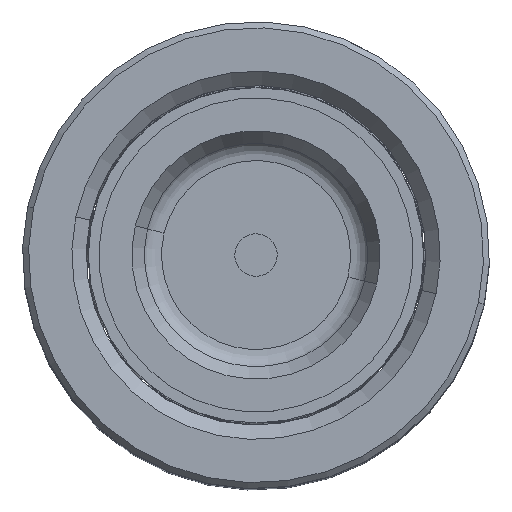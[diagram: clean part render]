
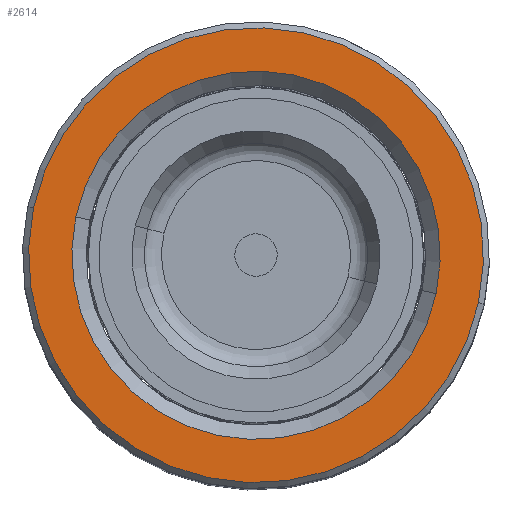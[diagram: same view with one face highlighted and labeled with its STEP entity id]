
A CAD part, top view. The second image highlights one B-rep face of the part: STEP entity #2614.
In plain terms, the highlighted planar face has unit normal (0, 0, 1).
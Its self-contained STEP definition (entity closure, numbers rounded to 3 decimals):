
#1686 = EDGE_LOOP ( 'NONE', ( #48923, #37542 ) ) ;
#1838 = EDGE_CURVE ( 'NONE', #14993, #40828, #12905, .T. ) ;
#2614 = ADVANCED_FACE ( 'NONE', ( #37202, #12256 ), #38064, .T. ) ;
#7477 = DIRECTION ( 'NONE',  ( 0., 0., -1. ) ) ;
#10902 = DIRECTION ( 'NONE',  ( 1., 0., 0. ) ) ;
#12256 = FACE_BOUND ( 'NONE', #27301, .T. ) ;
#12529 = CIRCLE ( 'NONE', #41235, 26.8 ) ;
#12905 = CIRCLE ( 'NONE', #15770, 21.7 ) ;
#14993 = VERTEX_POINT ( 'NONE', #16735 ) ;
#15770 = AXIS2_PLACEMENT_3D ( 'NONE', #45396, #7477, #10902 ) ;
#16735 = CARTESIAN_POINT ( 'NONE',  ( -21.7, 0., 100. ) ) ;
#17476 = DIRECTION ( 'NONE',  ( 1., 0., 0. ) ) ;
#17625 = CARTESIAN_POINT ( 'NONE',  ( 0., 0., 100. ) ) ;
#18281 = CARTESIAN_POINT ( 'NONE',  ( -26.8, 0., 100. ) ) ;
#19137 = DIRECTION ( 'NONE',  ( 1., 0., 0. ) ) ;
#22720 = EDGE_CURVE ( 'NONE', #23834, #40939, #12529, .T. ) ;
#23834 = VERTEX_POINT ( 'NONE', #41687 ) ;
#24760 = DIRECTION ( 'NONE',  ( 0., 0., -1. ) ) ;
#25198 = CIRCLE ( 'NONE', #47110, 21.7 ) ;
#26198 = AXIS2_PLACEMENT_3D ( 'NONE', #48961, #42028, #26244 ) ;
#26244 = DIRECTION ( 'NONE',  ( 1., 0., 0. ) ) ;
#27301 = EDGE_LOOP ( 'NONE', ( #30405, #41661 ) ) ;
#30405 = ORIENTED_EDGE ( 'NONE', *, *, #35557, .T. ) ;
#30752 = CARTESIAN_POINT ( 'NONE',  ( 0., 0., 100. ) ) ;
#31528 = CIRCLE ( 'NONE', #35988, 26.8 ) ;
#34666 = DIRECTION ( 'NONE',  ( 1., 0., 0. ) ) ;
#34707 = DIRECTION ( 'NONE',  ( 0., 0., 1. ) ) ;
#35557 = EDGE_CURVE ( 'NONE', #40828, #14993, #25198, .T. ) ;
#35988 = AXIS2_PLACEMENT_3D ( 'NONE', #30752, #34707, #19137 ) ;
#37202 = FACE_OUTER_BOUND ( 'NONE', #1686, .T. ) ;
#37542 = ORIENTED_EDGE ( 'NONE', *, *, #22720, .T. ) ;
#38064 = PLANE ( 'NONE',  #26198 ) ;
#40828 = VERTEX_POINT ( 'NONE', #48109 ) ;
#40939 = VERTEX_POINT ( 'NONE', #18281 ) ;
#41235 = AXIS2_PLACEMENT_3D ( 'NONE', #42139, #42465, #34666 ) ;
#41661 = ORIENTED_EDGE ( 'NONE', *, *, #1838, .T. ) ;
#41687 = CARTESIAN_POINT ( 'NONE',  ( 26.8, 0., 100. ) ) ;
#42028 = DIRECTION ( 'NONE',  ( 0., 0., 1. ) ) ;
#42139 = CARTESIAN_POINT ( 'NONE',  ( 0., 0., 100. ) ) ;
#42465 = DIRECTION ( 'NONE',  ( 0., 0., 1. ) ) ;
#45396 = CARTESIAN_POINT ( 'NONE',  ( 0., 0., 100. ) ) ;
#47110 = AXIS2_PLACEMENT_3D ( 'NONE', #17625, #24760, #17476 ) ;
#47383 = EDGE_CURVE ( 'NONE', #40939, #23834, #31528, .T. ) ;
#48109 = CARTESIAN_POINT ( 'NONE',  ( 21.7, 0., 100. ) ) ;
#48923 = ORIENTED_EDGE ( 'NONE', *, *, #47383, .T. ) ;
#48961 = CARTESIAN_POINT ( 'NONE',  ( 0., 0., 100. ) ) ;
